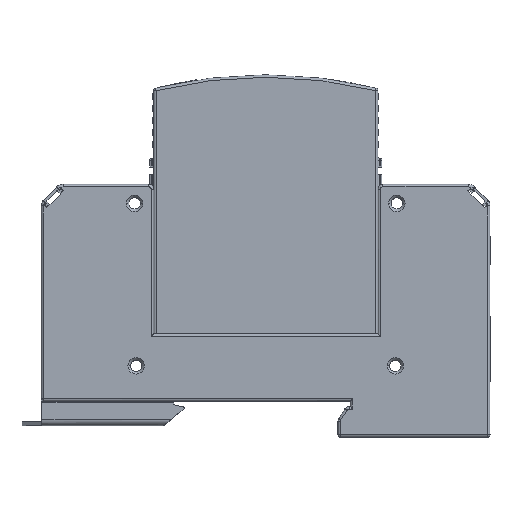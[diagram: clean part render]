
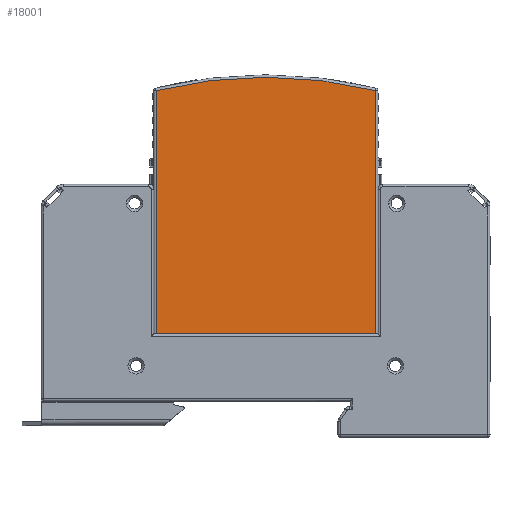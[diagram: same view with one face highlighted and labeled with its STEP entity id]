
A CAD part, top view. The second image highlights one B-rep face of the part: STEP entity #18001.
In plain terms, the highlighted face is planar.
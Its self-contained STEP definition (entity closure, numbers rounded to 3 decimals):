
#14914=CARTESIAN_POINT('',(0.,-8.9,-39.802));
#14915=DIRECTION('',(0.,1.,0.));
#14916=DIRECTION('',(-0.241,0.,0.971));
#14917=AXIS2_PLACEMENT_3D('',#14914,#14915,#14916);
#14922=DIRECTION('',(-1.,0.,0.));
#14923=VECTOR('',#14922,44.);
#14924=CARTESIAN_POINT('',(22.,-8.9,0.));
#14925=LINE('',#14924,#14923);
#14961=DIRECTION('',(0.,0.,-1.));
#14962=VECTOR('',#14961,48.81);
#14963=CARTESIAN_POINT('',(-22.,-8.9,48.81));
#14964=LINE('',#14963,#14962);
#15286=DIRECTION('',(0.,0.,1.));
#15287=VECTOR('',#15286,48.81);
#15288=CARTESIAN_POINT('',(22.,-8.9,0.));
#15289=LINE('',#15288,#15287);
#17572=CARTESIAN_POINT('',(-22.,-8.9,48.81));
#17573=CARTESIAN_POINT('',(22.,-8.9,48.81));
#17574=VERTEX_POINT('',#17572);
#17575=VERTEX_POINT('',#17573);
#17576=CARTESIAN_POINT('',(22.,-8.9,0.));
#17577=VERTEX_POINT('',#17576);
#17578=CARTESIAN_POINT('',(-22.,-8.9,0.));
#17579=VERTEX_POINT('',#17578);
#17986=CARTESIAN_POINT('',(0.,-8.9,0.));
#17987=DIRECTION('',(0.,1.,0.));
#17988=DIRECTION('',(-1.,0.,0.));
#17989=AXIS2_PLACEMENT_3D('',#17986,#17987,#17988);
#17990=PLANE('',#17989);
#17992=ORIENTED_EDGE('',*,*,#17991,.T.);
#17994=ORIENTED_EDGE('',*,*,#17993,.F.);
#17996=ORIENTED_EDGE('',*,*,#17995,.T.);
#17998=ORIENTED_EDGE('',*,*,#17997,.F.);
#17999=EDGE_LOOP('',(#17992,#17994,#17996,#17998));
#18000=FACE_OUTER_BOUND('',#17999,.F.);
#14918=CIRCLE('',#14917,91.302);
#17991=EDGE_CURVE('',#17574,#17575,#14918,.T.);
#17993=EDGE_CURVE('',#17577,#17575,#15289,.T.);
#17995=EDGE_CURVE('',#17577,#17579,#14925,.T.);
#17997=EDGE_CURVE('',#17574,#17579,#14964,.T.);
#18001=ADVANCED_FACE('',(#18000),#17990,.F.);
